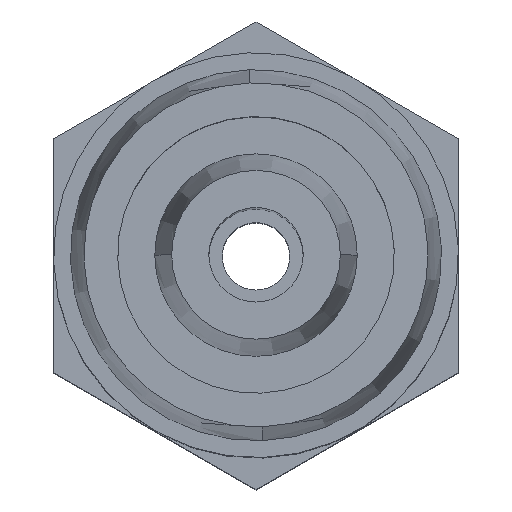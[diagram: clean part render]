
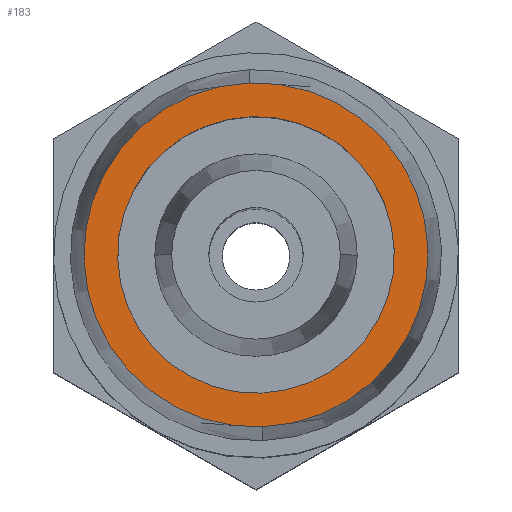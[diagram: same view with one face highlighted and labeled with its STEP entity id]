
A CAD part, top view. The second image highlights one B-rep face of the part: STEP entity #183.
In plain terms, the highlighted planar face has unit normal (0, 0, 1).
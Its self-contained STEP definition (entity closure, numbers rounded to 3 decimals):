
#28 = EDGE_CURVE ( 'NONE', #609, #653, #1063, .T. ) ;
#41 = AXIS2_PLACEMENT_3D ( 'NONE', #202, #197, #196 ) ;
#54 = AXIS2_PLACEMENT_3D ( 'NONE', #578, #572, #570 ) ;
#183 = ADVANCED_FACE ( 'NONE', ( #967, #985 ), #200, .F. ) ;
#196 = DIRECTION ( 'NONE',  ( 0., 1., 0. ) ) ;
#197 = DIRECTION ( 'NONE',  ( 0., 0., -1. ) ) ;
#200 = PLANE ( 'NONE',  #41 ) ;
#202 = CARTESIAN_POINT ( 'NONE',  ( 0., 0., 7.5 ) ) ;
#486 = DIRECTION ( 'NONE',  ( 0., 1., 0. ) ) ;
#487 = DIRECTION ( 'NONE',  ( 0., 0., -1. ) ) ;
#499 = CARTESIAN_POINT ( 'NONE',  ( 0., 0., 7.5 ) ) ;
#570 = DIRECTION ( 'NONE',  ( 1., 0., 0. ) ) ;
#572 = DIRECTION ( 'NONE',  ( 0., 0., 1. ) ) ;
#578 = CARTESIAN_POINT ( 'NONE',  ( 0., 0., 7.5 ) ) ;
#597 = DIRECTION ( 'NONE',  ( 1., 0., 0. ) ) ;
#599 = DIRECTION ( 'NONE',  ( 0., 0., 1. ) ) ;
#601 = CARTESIAN_POINT ( 'NONE',  ( 0., 0., 7.5 ) ) ;
#606 = VERTEX_POINT ( 'NONE', #804 ) ;
#609 = VERTEX_POINT ( 'NONE', #802 ) ;
#640 = VERTEX_POINT ( 'NONE', #753 ) ;
#653 = VERTEX_POINT ( 'NONE', #790 ) ;
#729 = DIRECTION ( 'NONE',  ( 0., 1., 0. ) ) ;
#730 = DIRECTION ( 'NONE',  ( 0., 0., -1. ) ) ;
#731 = CARTESIAN_POINT ( 'NONE',  ( 0., 0., 7.5 ) ) ;
#753 = CARTESIAN_POINT ( 'NONE',  ( 0., 2.55, 7.5 ) ) ;
#790 = CARTESIAN_POINT ( 'NONE',  ( 2.05, 0., 7.5 ) ) ;
#802 = CARTESIAN_POINT ( 'NONE',  ( -2.05, 0., 7.5 ) ) ;
#804 = CARTESIAN_POINT ( 'NONE',  ( 0., -2.55, 7.5 ) ) ;
#878 = AXIS2_PLACEMENT_3D ( 'NONE', #731, #730, #729 ) ;
#909 = EDGE_LOOP ( 'NONE', ( #1509, #1466 ) ) ;
#962 = EDGE_LOOP ( 'NONE', ( #1194, #1182 ) ) ;
#967 = FACE_BOUND ( 'NONE', #962, .T. ) ;
#985 = FACE_OUTER_BOUND ( 'NONE', #909, .T. ) ;
#1047 = CIRCLE ( 'NONE', #878, 2.55 ) ;
#1063 = CIRCLE ( 'NONE', #54, 2.05 ) ;
#1182 = ORIENTED_EDGE ( 'NONE', *, *, #28, .F. ) ;
#1194 = ORIENTED_EDGE ( 'NONE', *, *, #1249, .F. ) ;
#1215 = EDGE_CURVE ( 'NONE', #640, #606, #1047, .T. ) ;
#1249 = EDGE_CURVE ( 'NONE', #653, #609, #1635, .T. ) ;
#1285 = EDGE_CURVE ( 'NONE', #606, #640, #1585, .T. ) ;
#1311 = AXIS2_PLACEMENT_3D ( 'NONE', #601, #599, #597 ) ;
#1321 = AXIS2_PLACEMENT_3D ( 'NONE', #499, #487, #486 ) ;
#1466 = ORIENTED_EDGE ( 'NONE', *, *, #1285, .F. ) ;
#1509 = ORIENTED_EDGE ( 'NONE', *, *, #1215, .F. ) ;
#1585 = CIRCLE ( 'NONE', #1321, 2.55 ) ;
#1635 = CIRCLE ( 'NONE', #1311, 2.05 ) ;
